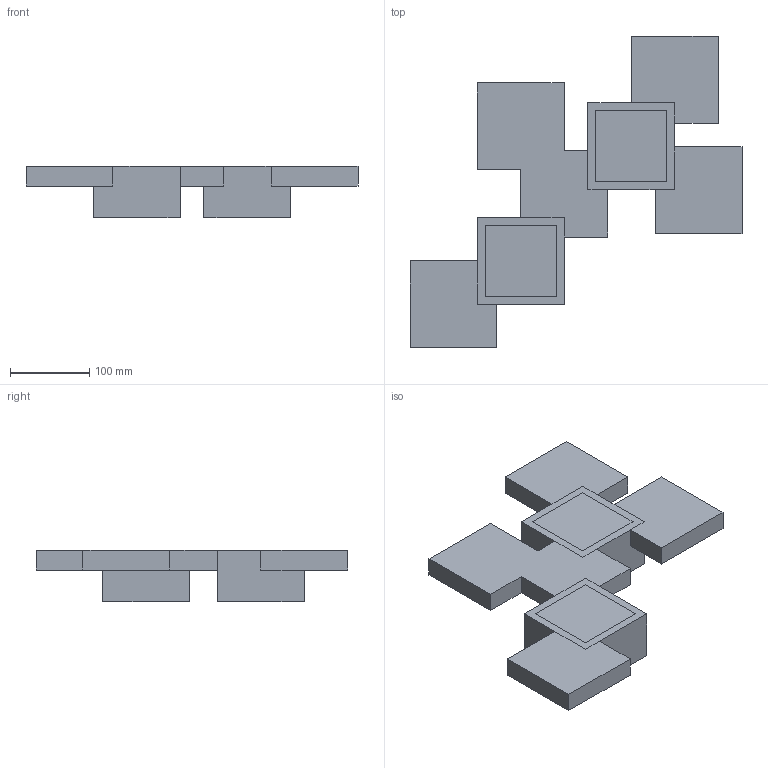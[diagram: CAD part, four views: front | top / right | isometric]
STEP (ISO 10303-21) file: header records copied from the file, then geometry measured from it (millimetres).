
FILE_DESCRIPTION(/* description */ (''),/* implementation_level */ '2;1');
FILE_NAME(/* name */ 'T292_S~1',/* time_stamp */ '2020-02-25T11:44:57+01:00',/* author */ (''),/* organization */ (''),/* preprocessor_version */ 'ST-DEVELOPER v15',/* originating_system */ '',/* authorisation */ '');
FILE_SCHEMA (('AUTOMOTIVE_DESIGN'));
Length unit declared in the file: millimetre
Products named in the file (1): Document
Bounding box: 420 x 394 x 65 mm (x, y, z)
Volume: 2371229 mm3; surface area: 302371.5 mm2
Topology: 3 solids, 3 shells, 64 faces, 161 edges, 107 vertices
Faces by surface type: plane 56, bspline 8
Entity records: 1878 total; most frequent: CARTESIAN_POINT 729, ORIENTED_EDGE 322, EDGE_CURVE 161, B_SPLINE_CURVE_WITH_KNOTS 143, VERTEX_POINT 107, EDGE_LOOP 68, ADVANCED_FACE 64, FACE_OUTER_BOUND 64
